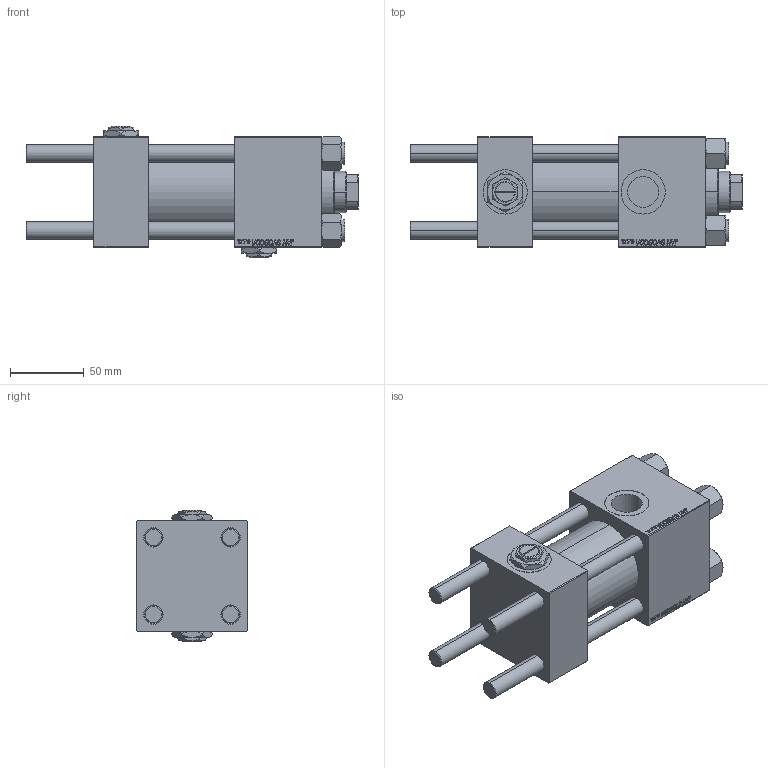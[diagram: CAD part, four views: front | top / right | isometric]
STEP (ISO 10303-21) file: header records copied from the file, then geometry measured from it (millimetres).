
FILE_DESCRIPTION (( 'STEP AP203' ), '1' );
FILE_NAME ('ffb3.STEP', '2025-10-17T06:50:50', ( '' ), ( '' ), 'SwSTEP 2.0', 'SolidWorks 2019', '' );
FILE_SCHEMA (( 'CONFIG_CONTROL_DESIGN' ));
Length unit declared in the file: millimetre
Products named in the file (7): V215_VC_A 115a5656bf098cf677e6535f658a124e; V215CR_BODY_A 115a5656bf098cf677e6535f658a124e; NUT_M5 115a5656bf098cf677e6535f658a124e; CR025_012_A_0_G_A_G_M_020_+#_##_TYCINKA 115a5656bf098cf677e6535f658a124e; V215CR_VCP 115a5656bf098cf677e6535f658a124e; Zatka_pro_OIL_PORT 115a5656bf098cf677e6535f658a124e; ffb3
Assembly tree (13 placements, depth 2):
  ffb3
    V215CR_BODY_A 115a5656bf098cf677e6535f658a124e
    CR025_012_A_0_G_A_G_M_020_+#_##_TYCINKA 115a5656bf098cf677e6535f658a124e  x4
    NUT_M5 115a5656bf098cf677e6535f658a124e  x4
    V215CR_VCP 115a5656bf098cf677e6535f658a124e
    V215_VC_A 115a5656bf098cf677e6535f658a124e
    Zatka_pro_OIL_PORT 115a5656bf098cf677e6535f658a124e  x2
Bounding box: 225 x 75 x 89 mm (x, y, z)
Volume: 697084.3 mm3; surface area: 171866 mm2
Topology: 13 solids, 13 shells, 1233 faces, 3076 edges, 1987 vertices
Faces by surface type: plane 567, bspline 392, cone 178, cylinder 88, torus 8
Entity records: 51793 total; most frequent: CARTESIAN_POINT 27589, ORIENTED_EDGE 5452, DIRECTION 3484, EDGE_CURVE 2726, VERTEX_POINT 1785, VECTOR 1628, LINE 1628, EDGE_LOOP 1207
